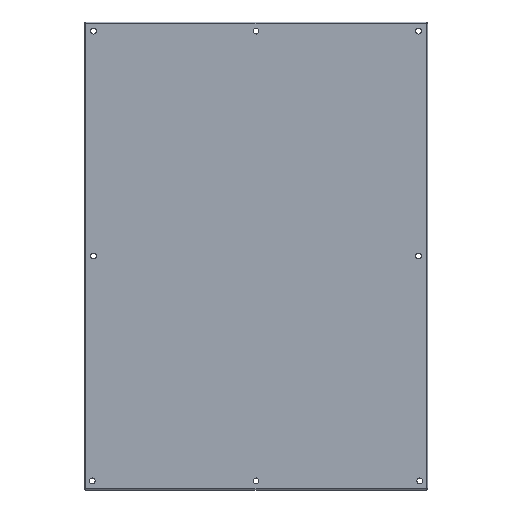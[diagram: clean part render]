
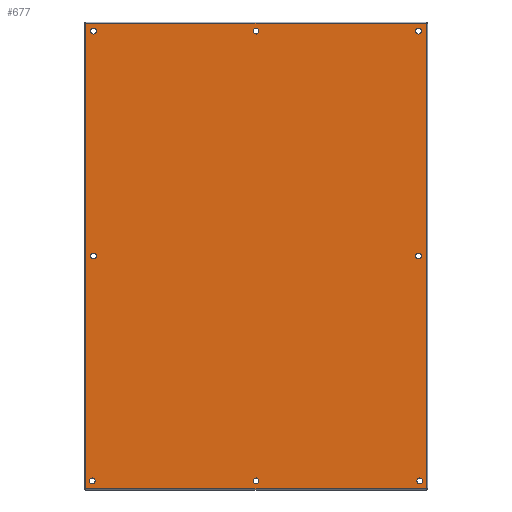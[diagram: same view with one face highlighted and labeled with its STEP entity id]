
A CAD part, top view. The second image highlights one B-rep face of the part: STEP entity #677.
In plain terms, the highlighted planar face has unit normal (0, 0, 1).
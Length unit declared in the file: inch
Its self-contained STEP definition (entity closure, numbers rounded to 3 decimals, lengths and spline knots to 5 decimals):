
#20=PLANE($,#769);
#52=LINE($,#1120,#92);
#54=LINE($,#1128,#94);
#56=LINE($,#1136,#96);
#58=LINE($,#1145,#98);
#92=VECTOR($,#917,32.75);
#94=VECTOR($,#925,44.75);
#96=VECTOR($,#933,32.75);
#98=VECTOR($,#945,44.75);
#128=FACE_BOUND($,#234,.T.);
#129=FACE_BOUND($,#235,.T.);
#130=FACE_BOUND($,#236,.T.);
#131=FACE_BOUND($,#237,.T.);
#132=FACE_BOUND($,#238,.T.);
#133=FACE_BOUND($,#239,.T.);
#134=FACE_BOUND($,#240,.T.);
#135=FACE_BOUND($,#241,.T.);
#174=FACE_OUTER_BOUND($,#233,.T.);
#233=EDGE_LOOP($,(#572,#573,#574,#575));
#234=EDGE_LOOP($,(#576));
#235=EDGE_LOOP($,(#577));
#236=EDGE_LOOP($,(#578));
#237=EDGE_LOOP($,(#579));
#238=EDGE_LOOP($,(#580));
#239=EDGE_LOOP($,(#581));
#240=EDGE_LOOP($,(#582));
#241=EDGE_LOOP($,(#583));
#249=CIRCLE($,#688,0.28125);
#251=CIRCLE($,#691,0.28125);
#253=CIRCLE($,#694,0.28125);
#255=CIRCLE($,#697,0.28125);
#257=CIRCLE($,#700,0.28125);
#259=CIRCLE($,#703,0.28125);
#261=CIRCLE($,#706,0.28125);
#263=CIRCLE($,#709,0.28125);
#297=VERTEX_POINT($,#1005);
#299=VERTEX_POINT($,#1010);
#301=VERTEX_POINT($,#1015);
#303=VERTEX_POINT($,#1020);
#305=VERTEX_POINT($,#1025);
#307=VERTEX_POINT($,#1030);
#309=VERTEX_POINT($,#1035);
#311=VERTEX_POINT($,#1040);
#333=VERTEX_POINT($,#1117);
#334=VERTEX_POINT($,#1119);
#337=VERTEX_POINT($,#1127);
#340=VERTEX_POINT($,#1135);
#353=EDGE_CURVE($,#297,#297,#249,.T.);
#355=EDGE_CURVE($,#299,#299,#251,.T.);
#357=EDGE_CURVE($,#301,#301,#253,.T.);
#359=EDGE_CURVE($,#303,#303,#255,.T.);
#361=EDGE_CURVE($,#305,#305,#257,.T.);
#363=EDGE_CURVE($,#307,#307,#259,.T.);
#365=EDGE_CURVE($,#309,#309,#261,.T.);
#367=EDGE_CURVE($,#311,#311,#263,.T.);
#405=EDGE_CURVE($,#333,#334,#52,.T.);
#409=EDGE_CURVE($,#334,#337,#54,.T.);
#413=EDGE_CURVE($,#337,#340,#56,.T.);
#418=EDGE_CURVE($,#340,#333,#58,.T.);
#572=ORIENTED_EDGE($,*,*,#405,.F.);
#573=ORIENTED_EDGE($,*,*,#418,.F.);
#574=ORIENTED_EDGE($,*,*,#413,.F.);
#575=ORIENTED_EDGE($,*,*,#409,.F.);
#576=ORIENTED_EDGE($,*,*,#353,.T.);
#577=ORIENTED_EDGE($,*,*,#355,.T.);
#578=ORIENTED_EDGE($,*,*,#357,.T.);
#579=ORIENTED_EDGE($,*,*,#359,.T.);
#580=ORIENTED_EDGE($,*,*,#361,.T.);
#581=ORIENTED_EDGE($,*,*,#363,.T.);
#582=ORIENTED_EDGE($,*,*,#365,.T.);
#583=ORIENTED_EDGE($,*,*,#367,.T.);
#677=ADVANCED_FACE($,(#174,#128,#129,#130,#131,#132,#133,#134,#135),#20,
 .T.);
#688=AXIS2_PLACEMENT_3D($,#1006,#783,#784);
#691=AXIS2_PLACEMENT_3D($,#1011,#789,#790);
#694=AXIS2_PLACEMENT_3D($,#1016,#795,#796);
#697=AXIS2_PLACEMENT_3D($,#1021,#801,#802);
#700=AXIS2_PLACEMENT_3D($,#1026,#807,#808);
#703=AXIS2_PLACEMENT_3D($,#1031,#813,#814);
#706=AXIS2_PLACEMENT_3D($,#1036,#819,#820);
#709=AXIS2_PLACEMENT_3D($,#1041,#825,#826);
#769=AXIS2_PLACEMENT_3D($,#1173,#980,#981);
#783=DIRECTION('center_axis',(0.,0.,-1.));
#784=DIRECTION('ref_axis',(1.,0.,0.));
#789=DIRECTION('center_axis',(0.,0.,-1.));
#790=DIRECTION('ref_axis',(1.,0.,0.));
#795=DIRECTION('center_axis',(0.,0.,-1.));
#796=DIRECTION('ref_axis',(1.,0.,0.));
#801=DIRECTION('center_axis',(0.,0.,-1.));
#802=DIRECTION('ref_axis',(1.,0.,0.));
#807=DIRECTION('center_axis',(0.,0.,-1.));
#808=DIRECTION('ref_axis',(1.,0.,0.));
#813=DIRECTION('center_axis',(0.,0.,-1.));
#814=DIRECTION('ref_axis',(1.,0.,0.));
#819=DIRECTION('center_axis',(0.,0.,-1.));
#820=DIRECTION('ref_axis',(1.,0.,0.));
#825=DIRECTION('center_axis',(0.,0.,-1.));
#826=DIRECTION('ref_axis',(1.,0.,0.));
#917=DIRECTION($,(-1.,0.,0.));
#925=DIRECTION($,(0.,1.,0.));
#933=DIRECTION($,(1.,0.,0.));
#945=DIRECTION($,(0.,-1.,0.));
#980=DIRECTION('center_axis',(0.,0.,1.));
#981=DIRECTION('ref_axis',(1.,0.,0.));
#1005=CARTESIAN_POINT('',(0.28125,-21.625,0.5));
#1006=CARTESIAN_POINT('Origin',(0.,-21.625,0.5));
#1010=CARTESIAN_POINT('',(0.28125,21.625,0.5));
#1011=CARTESIAN_POINT('Origin',(0.,21.625,0.5));
#1015=CARTESIAN_POINT('',(15.90625,21.625,0.5));
#1016=CARTESIAN_POINT('Origin',(15.625,21.625,0.5));
#1020=CARTESIAN_POINT('',(15.90625,0.,0.5));
#1021=CARTESIAN_POINT('Origin',(15.625,0.,0.5));
#1025=CARTESIAN_POINT('',(16.03125,-21.625,0.5));
#1026=CARTESIAN_POINT('Origin',(15.75,-21.625,0.5));
#1030=CARTESIAN_POINT('',(-15.46875,-21.625,0.5));
#1031=CARTESIAN_POINT('Origin',(-15.75,-21.625,0.5));
#1035=CARTESIAN_POINT('',(-15.34375,0.,0.5));
#1036=CARTESIAN_POINT('Origin',(-15.625,0.,0.5));
#1040=CARTESIAN_POINT('',(-15.34375,21.625,0.5));
#1041=CARTESIAN_POINT('Origin',(-15.625,21.625,0.5));
#1117=CARTESIAN_POINT('',(16.375,-22.375,0.5));
#1119=CARTESIAN_POINT('',(-16.375,-22.375,0.5));
#1120=CARTESIAN_POINT($,(16.375,-22.375,0.5));
#1127=CARTESIAN_POINT('',(-16.375,22.375,0.5));
#1128=CARTESIAN_POINT($,(-16.375,-22.375,0.5));
#1135=CARTESIAN_POINT('',(16.375,22.375,0.5));
#1136=CARTESIAN_POINT($,(-16.375,22.375,0.5));
#1145=CARTESIAN_POINT($,(16.375,22.375,0.5));
#1173=CARTESIAN_POINT('Origin',(0.,0.,0.5));
